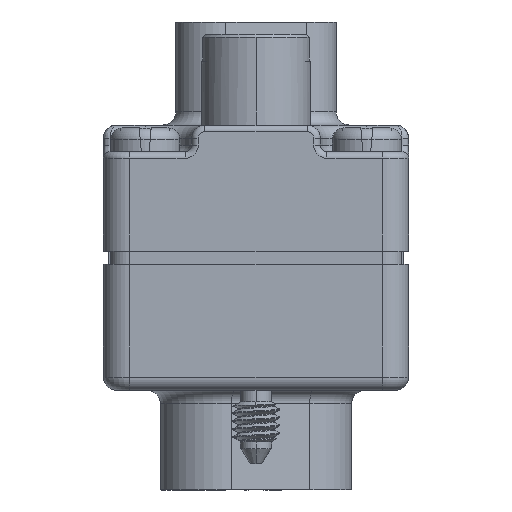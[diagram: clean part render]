
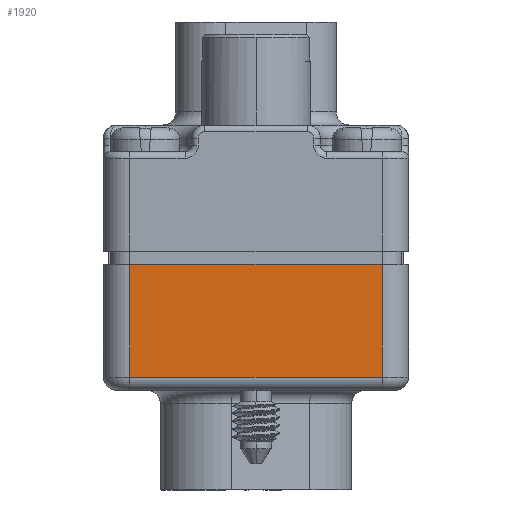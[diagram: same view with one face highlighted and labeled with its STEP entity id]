
A CAD part, left-side view. The second image highlights one B-rep face of the part: STEP entity #1920.
In plain terms, the highlighted planar face has unit normal (-1, 0, 0).
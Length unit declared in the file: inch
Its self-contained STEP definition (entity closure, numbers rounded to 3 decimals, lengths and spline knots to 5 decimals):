
#1920 = ADVANCED_FACE ( 'NONE', ( #17062 ), #62364, .F. ) ;
#2259 = CARTESIAN_POINT ( 'NONE',  ( -1.22047, 0.35433, -0.37402 ) ) ;
#3535 = LINE ( 'NONE', #2259, #46182 ) ;
#6036 = ORIENTED_EDGE ( 'NONE', *, *, #21673, .F. ) ;
#6753 = VECTOR ( 'NONE', #14935, 39.37008 ) ;
#12646 = LINE ( 'NONE', #66347, #6753 ) ;
#14935 = DIRECTION ( 'NONE',  ( 0., -1., 0. ) ) ;
#17062 = FACE_OUTER_BOUND ( 'NONE', #90449, .T. ) ;
#21673 = EDGE_CURVE ( 'NONE', #61186, #68182, #42457, .T. ) ;
#22245 = VECTOR ( 'NONE', #36677, 39.37008 ) ;
#22795 = ORIENTED_EDGE ( 'NONE', *, *, #64585, .T. ) ;
#28570 = DIRECTION ( 'NONE',  ( 0., 0., 1. ) ) ;
#30325 = ORIENTED_EDGE ( 'NONE', *, *, #89674, .T. ) ;
#32204 = CARTESIAN_POINT ( 'NONE',  ( -1.22047, 0.35433, -0.37402 ) ) ;
#35414 = AXIS2_PLACEMENT_3D ( 'NONE', #84155, #46523, #70005 ) ;
#36677 = DIRECTION ( 'NONE',  ( 0., -1., 0. ) ) ;
#42457 = LINE ( 'NONE', #88831, #22245 ) ;
#46182 = VECTOR ( 'NONE', #69107, 39.37008 ) ;
#46523 = DIRECTION ( 'NONE',  ( 1., 0., 0. ) ) ;
#57992 = CARTESIAN_POINT ( 'NONE',  ( -1.22047, 0.01969, 0.37402 ) ) ;
#61186 = VERTEX_POINT ( 'NONE', #90560 ) ;
#62364 = PLANE ( 'NONE',  #35414 ) ;
#62668 = VECTOR ( 'NONE', #28570, 39.37008 ) ;
#64585 = EDGE_CURVE ( 'NONE', #67912, #93336, #12646, .T. ) ;
#66347 = CARTESIAN_POINT ( 'NONE',  ( -1.22047, 0.3937, -0.37402 ) ) ;
#67912 = VERTEX_POINT ( 'NONE', #32204 ) ;
#68182 = VERTEX_POINT ( 'NONE', #57992 ) ;
#69107 = DIRECTION ( 'NONE',  ( 0., 0., -1. ) ) ;
#70005 = DIRECTION ( 'NONE',  ( 0., 0., -1. ) ) ;
#74857 = CARTESIAN_POINT ( 'NONE',  ( -1.22047, 0.01969, 0.37402 ) ) ;
#82725 = LINE ( 'NONE', #74857, #62668 ) ;
#83094 = EDGE_CURVE ( 'NONE', #61186, #67912, #3535, .T. ) ;
#84155 = CARTESIAN_POINT ( 'NONE',  ( -1.22047, 0.3937, -0.37402 ) ) ;
#88831 = CARTESIAN_POINT ( 'NONE',  ( -1.22047, 0.3937, 0.37402 ) ) ;
#89674 = EDGE_CURVE ( 'NONE', #93336, #68182, #82725, .T. ) ;
#90449 = EDGE_LOOP ( 'NONE', ( #22795, #30325, #6036, #93277 ) ) ;
#90560 = CARTESIAN_POINT ( 'NONE',  ( -1.22047, 0.35433, 0.37402 ) ) ;
#90785 = CARTESIAN_POINT ( 'NONE',  ( -1.22047, 0.01969, -0.37402 ) ) ;
#93277 = ORIENTED_EDGE ( 'NONE', *, *, #83094, .T. ) ;
#93336 = VERTEX_POINT ( 'NONE', #90785 ) ;
